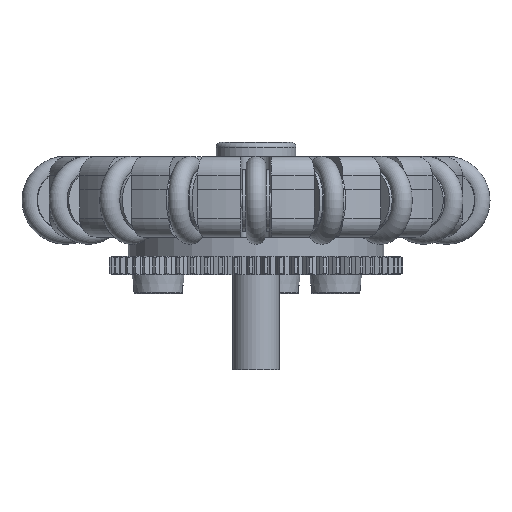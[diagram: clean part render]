
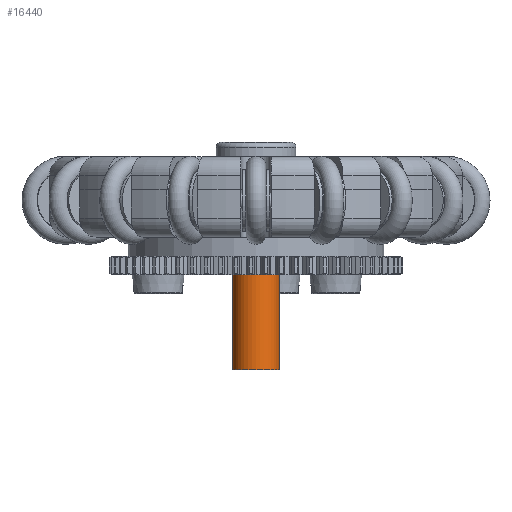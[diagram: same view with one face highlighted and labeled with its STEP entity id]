
A CAD part, front view. The second image highlights one B-rep face of the part: STEP entity #16440.
In plain terms, the highlighted cylindrical face has radius 2.475 mm (diameter 4.95 mm), a full revolution.
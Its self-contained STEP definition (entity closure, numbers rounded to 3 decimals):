
#2153=FACE_OUTER_BOUND('',#3100,.T.);
#3100=EDGE_LOOP('',(#14812,#14813,#14814,#14815));
#4316=LINE('',#29591,#5522);
#5522=VECTOR('',#22885,2.475);
#6271=CIRCLE('',#18346,2.475);
#6276=CIRCLE('',#18354,2.475);
#7756=VERTEX_POINT('',#29533);
#7760=VERTEX_POINT('',#29546);
#10101=EDGE_CURVE('',#7756,#7756,#6271,.T.);
#10107=EDGE_CURVE('',#7760,#7760,#6276,.T.);
#10128=EDGE_CURVE('',#7756,#7760,#4316,.T.);
#14812=ORIENTED_EDGE('',*,*,#10101,.T.);
#14813=ORIENTED_EDGE('',*,*,#10128,.T.);
#14814=ORIENTED_EDGE('',*,*,#10107,.F.);
#14815=ORIENTED_EDGE('',*,*,#10128,.F.);
#15205=CYLINDRICAL_SURFACE('',#18366,2.475);
#16440=ADVANCED_FACE('',(#2153),#15205,.T.);
#18346=AXIS2_PLACEMENT_3D('',#29534,#22824,#22825);
#18354=AXIS2_PLACEMENT_3D('',#29547,#22841,#22842);
#18366=AXIS2_PLACEMENT_3D('',#29590,#22883,#22884);
#22824=DIRECTION('center_axis',(0.,0.,1.));
#22825=DIRECTION('ref_axis',(1.,0.,0.));
#22841=DIRECTION('center_axis',(0.,0.,1.));
#22842=DIRECTION('ref_axis',(1.,0.,0.));
#22883=DIRECTION('center_axis',(0.,0.,-1.));
#22884=DIRECTION('ref_axis',(1.,0.,0.));
#22885=DIRECTION('',(0.,0.,1.));
#29533=CARTESIAN_POINT('',(-2.475,0.,-24.));
#29534=CARTESIAN_POINT('Origin',(0.,0.,-24.));
#29546=CARTESIAN_POINT('',(-2.475,0.,-3.));
#29547=CARTESIAN_POINT('Origin',(0.,0.,-3.));
#29590=CARTESIAN_POINT('Origin',(0.,0.,-3.));
#29591=CARTESIAN_POINT('',(-2.475,0.,-3.));
